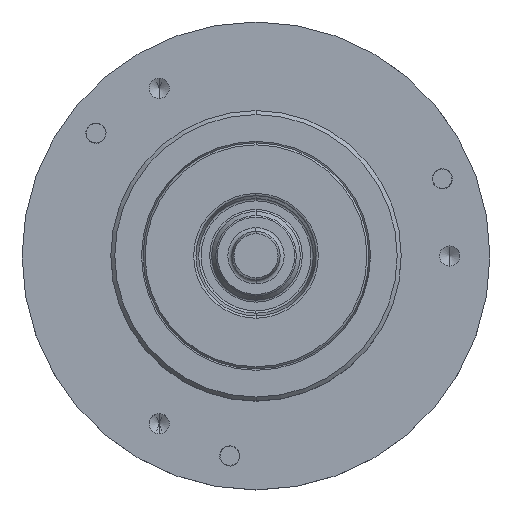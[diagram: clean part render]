
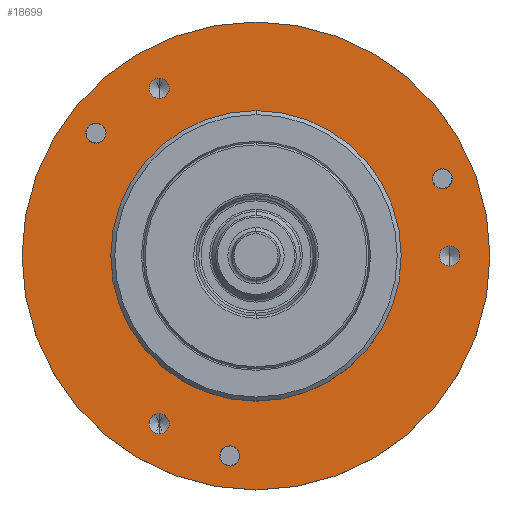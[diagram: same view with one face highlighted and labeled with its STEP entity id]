
A CAD part, top view. The second image highlights one B-rep face of the part: STEP entity #18699.
In plain terms, the highlighted planar face has unit normal (0, 0, 1).
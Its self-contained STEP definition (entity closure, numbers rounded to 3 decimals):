
#3806=CARTESIAN_POINT('',(0.,0.,17.));
#3807=DIRECTION('',(0.,0.,1.));
#3808=DIRECTION('',(1.,0.,0.));
#3809=AXIS2_PLACEMENT_3D('',#3806,#3807,#3808);
#3811=CARTESIAN_POINT('',(0.,0.,17.));
#3812=DIRECTION('',(0.,0.,1.));
#3813=DIRECTION('',(-1.,0.,0.));
#3814=AXIS2_PLACEMENT_3D('',#3811,#3812,#3813);
#3816=CARTESIAN_POINT('',(-19.834,15.219,17.));
#3817=DIRECTION('',(0.,0.,-1.));
#3818=DIRECTION('',(-0.793,0.609,0.));
#3819=AXIS2_PLACEMENT_3D('',#3816,#3817,#3818);
#3821=CARTESIAN_POINT('',(-19.834,15.219,17.));
#3822=DIRECTION('',(0.,0.,-1.));
#3823=DIRECTION('',(0.793,-0.609,0.));
#3824=AXIS2_PLACEMENT_3D('',#3821,#3822,#3823);
#3826=CARTESIAN_POINT('',(-3.263,-24.786,17.));
#3827=DIRECTION('',(0.,0.,-1.));
#3828=DIRECTION('',(-0.131,-0.991,0.));
#3829=AXIS2_PLACEMENT_3D('',#3826,#3827,#3828);
#3831=CARTESIAN_POINT('',(-3.263,-24.786,17.));
#3832=DIRECTION('',(0.,0.,-1.));
#3833=DIRECTION('',(0.131,0.991,0.));
#3834=AXIS2_PLACEMENT_3D('',#3831,#3832,#3833);
#3836=CARTESIAN_POINT('',(23.097,9.567,17.));
#3837=DIRECTION('',(0.,0.,-1.));
#3838=DIRECTION('',(0.924,0.383,0.));
#3839=AXIS2_PLACEMENT_3D('',#3836,#3837,#3838);
#3841=CARTESIAN_POINT('',(23.097,9.567,17.));
#3842=DIRECTION('',(0.,0.,-1.));
#3843=DIRECTION('',(-0.924,-0.383,0.));
#3844=AXIS2_PLACEMENT_3D('',#3841,#3842,#3843);
#3846=CARTESIAN_POINT('',(-12.,-20.785,17.));
#3847=DIRECTION('',(0.,0.,1.));
#3848=DIRECTION('',(0.,-1.,0.));
#3849=AXIS2_PLACEMENT_3D('',#3846,#3847,#3848);
#3851=CARTESIAN_POINT('',(-12.,-20.785,17.));
#3852=DIRECTION('',(0.,0.,1.));
#3853=DIRECTION('',(0.,1.,0.));
#3854=AXIS2_PLACEMENT_3D('',#3851,#3852,#3853);
#3856=CARTESIAN_POINT('',(-12.,20.785,17.));
#3857=DIRECTION('',(0.,0.,1.));
#3858=DIRECTION('',(0.,-1.,0.));
#3859=AXIS2_PLACEMENT_3D('',#3856,#3857,#3858);
#3861=CARTESIAN_POINT('',(-12.,20.785,17.));
#3862=DIRECTION('',(0.,0.,1.));
#3863=DIRECTION('',(0.,1.,0.));
#3864=AXIS2_PLACEMENT_3D('',#3861,#3862,#3863);
#3866=CARTESIAN_POINT('',(24.,0.,17.));
#3867=DIRECTION('',(0.,0.,1.));
#3868=DIRECTION('',(0.,-1.,0.));
#3869=AXIS2_PLACEMENT_3D('',#3866,#3867,#3868);
#3871=CARTESIAN_POINT('',(24.,0.,17.));
#3872=DIRECTION('',(0.,0.,1.));
#3873=DIRECTION('',(0.,1.,0.));
#3874=AXIS2_PLACEMENT_3D('',#3871,#3872,#3873);
#3884=CARTESIAN_POINT('',(0.,0.,17.));
#3885=DIRECTION('',(0.,0.,1.));
#3886=DIRECTION('',(0.,1.,0.));
#3887=AXIS2_PLACEMENT_3D('',#3884,#3885,#3886);
#3921=CARTESIAN_POINT('',(0.,0.,17.));
#3922=DIRECTION('',(0.,0.,-1.));
#3923=DIRECTION('',(0.,1.,0.));
#3924=AXIS2_PLACEMENT_3D('',#3921,#3922,#3923);
#14880=CARTESIAN_POINT('',(0.,18.,17.));
#14881=CARTESIAN_POINT('',(0.,-18.,17.));
#14882=VERTEX_POINT('',#14880);
#14883=VERTEX_POINT('',#14881);
#14884=CARTESIAN_POINT('',(29.,0.,17.));
#14885=CARTESIAN_POINT('',(-29.,0.,17.));
#14886=VERTEX_POINT('',#14884);
#14887=VERTEX_POINT('',#14885);
#14888=CARTESIAN_POINT('',(-20.826,15.98,17.));
#14889=CARTESIAN_POINT('',(-18.842,14.458,17.));
#14890=VERTEX_POINT('',#14888);
#14891=VERTEX_POINT('',#14889);
#14892=CARTESIAN_POINT('',(-3.426,-26.025,17.));
#14893=CARTESIAN_POINT('',(-3.1,-23.547,17.));
#14894=VERTEX_POINT('',#14892);
#14895=VERTEX_POINT('',#14893);
#14896=CARTESIAN_POINT('',(24.252,10.045,17.));
#14897=CARTESIAN_POINT('',(21.942,9.089,17.));
#14898=VERTEX_POINT('',#14896);
#14899=VERTEX_POINT('',#14897);
#14906=CARTESIAN_POINT('',(-12.,-22.035,17.));
#14907=CARTESIAN_POINT('',(-12.,-19.535,17.));
#14908=VERTEX_POINT('',#14906);
#14909=VERTEX_POINT('',#14907);
#14916=CARTESIAN_POINT('',(-12.,19.535,17.));
#14917=CARTESIAN_POINT('',(-12.,22.035,17.));
#14918=VERTEX_POINT('',#14916);
#14919=VERTEX_POINT('',#14917);
#14926=CARTESIAN_POINT('',(24.,-1.25,17.));
#14927=CARTESIAN_POINT('',(24.,1.25,17.));
#14928=VERTEX_POINT('',#14926);
#14929=VERTEX_POINT('',#14927);
#18647=CARTESIAN_POINT('',(0.,0.,17.));
#18648=DIRECTION('',(0.,0.,-1.));
#18649=DIRECTION('',(0.,1.,0.));
#18650=AXIS2_PLACEMENT_3D('',#18647,#18648,#18649);
#18651=PLANE('',#18650);
#18652=ORIENTED_EDGE('',*,*,#18637,.F.);
#18654=ORIENTED_EDGE('',*,*,#18653,.F.);
#18655=EDGE_LOOP('',(#18652,#18654));
#18656=FACE_OUTER_BOUND('',#18655,.F.);
#18658=ORIENTED_EDGE('',*,*,#18657,.T.);
#18660=ORIENTED_EDGE('',*,*,#18659,.F.);
#18661=EDGE_LOOP('',(#18658,#18660));
#18662=FACE_BOUND('',#18661,.F.);
#18664=ORIENTED_EDGE('',*,*,#18663,.F.);
#18666=ORIENTED_EDGE('',*,*,#18665,.F.);
#18667=EDGE_LOOP('',(#18664,#18666));
#18668=FACE_BOUND('',#18667,.F.);
#18670=ORIENTED_EDGE('',*,*,#18669,.F.);
#18672=ORIENTED_EDGE('',*,*,#18671,.F.);
#18673=EDGE_LOOP('',(#18670,#18672));
#18674=FACE_BOUND('',#18673,.F.);
#18676=ORIENTED_EDGE('',*,*,#18675,.F.);
#18678=ORIENTED_EDGE('',*,*,#18677,.F.);
#18679=EDGE_LOOP('',(#18676,#18678));
#18680=FACE_BOUND('',#18679,.F.);
#18682=ORIENTED_EDGE('',*,*,#18681,.T.);
#18684=ORIENTED_EDGE('',*,*,#18683,.T.);
#18685=EDGE_LOOP('',(#18682,#18684));
#18686=FACE_BOUND('',#18685,.F.);
#18688=ORIENTED_EDGE('',*,*,#18687,.T.);
#18690=ORIENTED_EDGE('',*,*,#18689,.T.);
#18691=EDGE_LOOP('',(#18688,#18690));
#18692=FACE_BOUND('',#18691,.F.);
#18694=ORIENTED_EDGE('',*,*,#18693,.T.);
#18696=ORIENTED_EDGE('',*,*,#18695,.T.);
#18697=EDGE_LOOP('',(#18694,#18696));
#18698=FACE_BOUND('',#18697,.F.);
#3810=CIRCLE('',#3809,29.);
#3815=CIRCLE('',#3814,29.);
#3820=CIRCLE('',#3819,1.25);
#3825=CIRCLE('',#3824,1.25);
#3830=CIRCLE('',#3829,1.25);
#3835=CIRCLE('',#3834,1.25);
#3840=CIRCLE('',#3839,1.25);
#3845=CIRCLE('',#3844,1.25);
#3850=CIRCLE('',#3849,1.25);
#3855=CIRCLE('',#3854,1.25);
#3860=CIRCLE('',#3859,1.25);
#3865=CIRCLE('',#3864,1.25);
#3870=CIRCLE('',#3869,1.25);
#3875=CIRCLE('',#3874,1.25);
#3888=CIRCLE('',#3887,18.);
#3925=CIRCLE('',#3924,18.);
#18637=EDGE_CURVE('',#14886,#14887,#3810,.T.);
#18653=EDGE_CURVE('',#14887,#14886,#3815,.T.);
#18657=EDGE_CURVE('',#14882,#14883,#3888,.T.);
#18659=EDGE_CURVE('',#14882,#14883,#3925,.T.);
#18663=EDGE_CURVE('',#14890,#14891,#3820,.T.);
#18665=EDGE_CURVE('',#14891,#14890,#3825,.T.);
#18669=EDGE_CURVE('',#14894,#14895,#3830,.T.);
#18671=EDGE_CURVE('',#14895,#14894,#3835,.T.);
#18675=EDGE_CURVE('',#14898,#14899,#3840,.T.);
#18677=EDGE_CURVE('',#14899,#14898,#3845,.T.);
#18681=EDGE_CURVE('',#14908,#14909,#3850,.T.);
#18683=EDGE_CURVE('',#14909,#14908,#3855,.T.);
#18687=EDGE_CURVE('',#14918,#14919,#3860,.T.);
#18689=EDGE_CURVE('',#14919,#14918,#3865,.T.);
#18693=EDGE_CURVE('',#14928,#14929,#3870,.T.);
#18695=EDGE_CURVE('',#14929,#14928,#3875,.T.);
#18699=ADVANCED_FACE('',(#18656,#18662,#18668,#18674,#18680,#18686,#18692,
#18698),#18651,.F.);
